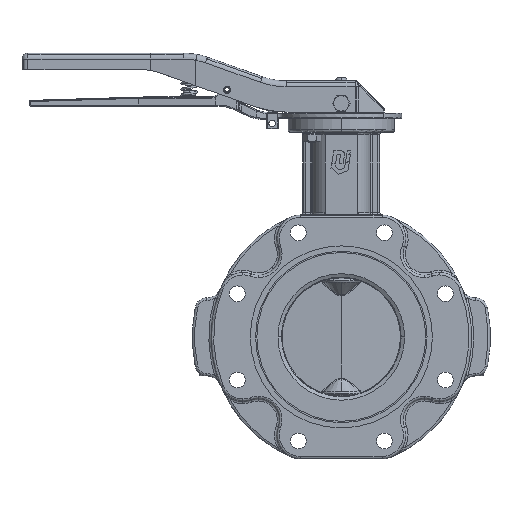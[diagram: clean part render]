
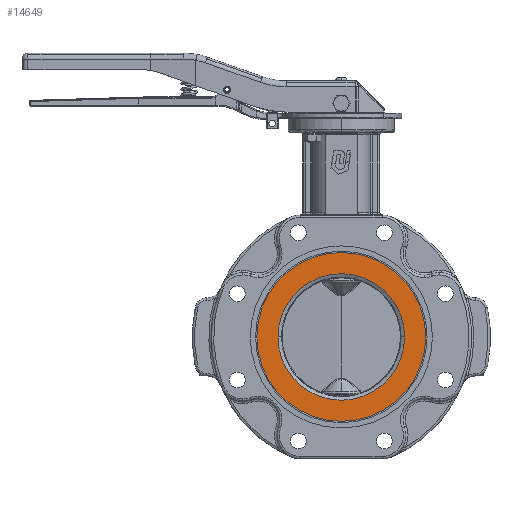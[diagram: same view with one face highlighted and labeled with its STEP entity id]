
A CAD part, left-side view. The second image highlights one B-rep face of the part: STEP entity #14649.
In plain terms, the highlighted planar face has unit normal (-1, 0, 0).
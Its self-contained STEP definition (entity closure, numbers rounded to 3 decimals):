
#7167=CARTESIAN_POINT('',(-26.1,-71.4,0.));
#7168=VERTEX_POINT('',#7167);
#7169=CARTESIAN_POINT('',(-26.1,71.4,-0.));
#7170=VERTEX_POINT('',#7169);
#7171=CARTESIAN_POINT('',(-26.1,0.,0.));
#7172=DIRECTION('',(1.,-0.,-0.));
#7173=DIRECTION('',(-0.,-1.,-0.));
#7174=AXIS2_PLACEMENT_3D('',#7171,#7172,#7173);
#7175=CIRCLE('',#7174,71.4);
#7176=EDGE_CURVE('NONE',#7168,#7170,#7175,.T.);
#7550=CARTESIAN_POINT('',(-26.1,53.514,0.));
#7551=VERTEX_POINT('',#7550);
#7558=CARTESIAN_POINT('',(-26.1,-53.514,-0.));
#7559=VERTEX_POINT('',#7558);
#7560=CARTESIAN_POINT('',(-26.1,0.,0.));
#7561=DIRECTION('',(1.,-0.,-0.));
#7562=DIRECTION('',(-0.,-1.,-0.));
#7563=AXIS2_PLACEMENT_3D('',#7560,#7561,#7562);
#7564=CIRCLE('',#7563,53.514);
#7565=EDGE_CURVE('NONE',#7559,#7551,#7564,.T.);
#14397=CARTESIAN_POINT('',(-26.1,0.,0.));
#14398=DIRECTION('',(1.,-0.,-0.));
#14399=DIRECTION('',(-0.,-1.,-0.));
#14400=AXIS2_PLACEMENT_3D('',#14397,#14398,#14399);
#14401=CIRCLE('',#14400,53.514);
#14402=EDGE_CURVE('NONE',#7551,#7559,#14401,.T.);
#14564=CARTESIAN_POINT('',(-26.1,0.,0.));
#14565=DIRECTION('',(1.,-0.,-0.));
#14566=DIRECTION('',(-0.,-1.,-0.));
#14567=AXIS2_PLACEMENT_3D('',#14564,#14565,#14566);
#14568=CIRCLE('',#14567,71.4);
#14569=EDGE_CURVE('NONE',#7170,#7168,#14568,.T.);
#14636=CARTESIAN_POINT('',(-26.1,-62.457,-0.));
#14637=DIRECTION('',(-1.,0.,0.));
#14638=DIRECTION('',(-0.,0.,-1.));
#14639=AXIS2_PLACEMENT_3D('',#14636,#14637,#14638);
#14640=PLANE('',#14639);
#14641=ORIENTED_EDGE('',*,*,#7176,.F.);
#14642=ORIENTED_EDGE('',*,*,#14569,.F.);
#14643=EDGE_LOOP('',(#14641,#14642));
#14644=FACE_BOUND('',#14643,.T.);
#14645=ORIENTED_EDGE('',*,*,#7565,.T.);
#14646=ORIENTED_EDGE('',*,*,#14402,.T.);
#14647=EDGE_LOOP('',(#14645,#14646));
#14648=FACE_BOUND('',#14647,.T.);
#14649=ADVANCED_FACE('NONE',(#14644,#14648),#14640,.T.);
